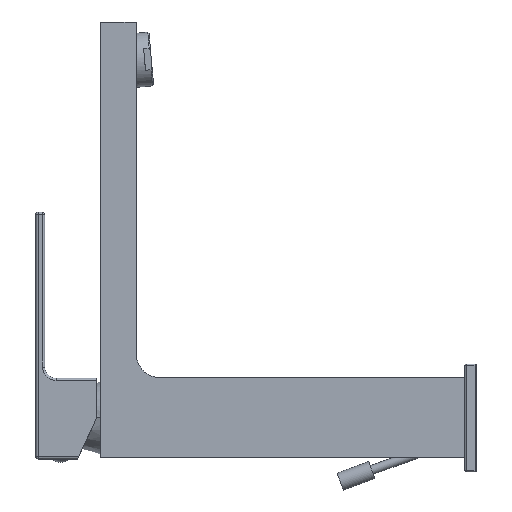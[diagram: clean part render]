
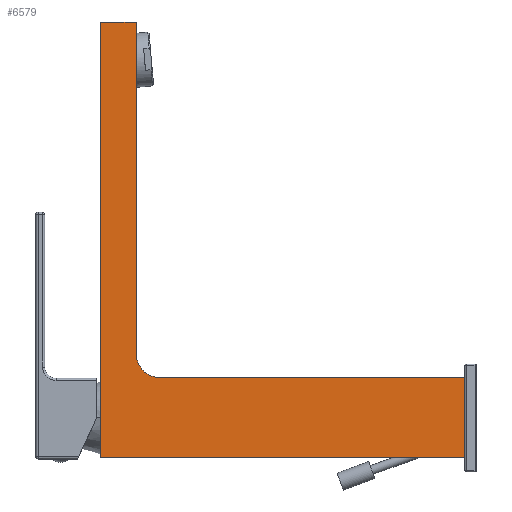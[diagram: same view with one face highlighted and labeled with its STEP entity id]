
A CAD part, left-side view. The second image highlights one B-rep face of the part: STEP entity #6579.
In plain terms, the highlighted planar face has unit normal (-1, 0, 0).
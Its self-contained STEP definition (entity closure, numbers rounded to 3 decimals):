
#657=DIRECTION('',(0.,0.,1.));
#658=VECTOR('',#657,35.5);
#659=CARTESIAN_POINT('',(-18.,1.5,-17.5));
#660=LINE('',#659,#658);
#661=DIRECTION('',(0.,1.,0.));
#662=VECTOR('',#661,162.5);
#663=CARTESIAN_POINT('',(-18.,1.5,-17.5));
#664=LINE('',#663,#662);
#665=DIRECTION('',(0.,-1.,0.));
#666=VECTOR('',#665,16.);
#667=CARTESIAN_POINT('',(-18.,164.,176.5));
#668=LINE('',#667,#666);
#669=DIRECTION('',(0.,0.,1.));
#670=VECTOR('',#669,148.);
#671=CARTESIAN_POINT('',(-18.,148.,28.5));
#672=LINE('',#671,#670);
#673=CARTESIAN_POINT('',(-18.,137.5,28.5));
#674=DIRECTION('',(1.,0.,0.));
#675=DIRECTION('',(0.,0.,-1.));
#676=AXIS2_PLACEMENT_3D('',#673,#674,#675);
#678=DIRECTION('',(0.,1.,0.));
#679=VECTOR('',#678,136.);
#680=CARTESIAN_POINT('',(-18.,1.5,18.));
#681=LINE('',#680,#679);
#2794=DIRECTION('',(0.,0.,1.));
#2795=VECTOR('',#2794,194.);
#2796=CARTESIAN_POINT('',(-18.,164.,-17.5));
#2797=LINE('',#2796,#2795);
#4872=CARTESIAN_POINT('',(-18.,164.,176.5));
#4874=VERTEX_POINT('',#4872);
#4876=CARTESIAN_POINT('',(-18.,164.,-17.5));
#4878=VERTEX_POINT('',#4876);
#4882=CARTESIAN_POINT('',(-18.,148.,176.5));
#4883=VERTEX_POINT('',#4882);
#4884=CARTESIAN_POINT('',(-18.,137.5,18.));
#4885=CARTESIAN_POINT('',(-18.,148.,28.5));
#4886=VERTEX_POINT('',#4884);
#4887=VERTEX_POINT('',#4885);
#5437=CARTESIAN_POINT('',(-18.,1.5,-17.5));
#5438=CARTESIAN_POINT('',(-18.,1.5,18.));
#5439=VERTEX_POINT('',#5437);
#5440=VERTEX_POINT('',#5438);
#6559=CARTESIAN_POINT('',(-18.,0.,-43.318));
#6560=DIRECTION('',(1.,0.,0.));
#6561=DIRECTION('',(0.,1.,0.));
#6562=AXIS2_PLACEMENT_3D('',#6559,#6560,#6561);
#6563=PLANE('',#6562);
#6565=ORIENTED_EDGE('',*,*,#6564,.F.);
#6567=ORIENTED_EDGE('',*,*,#6566,.T.);
#6569=ORIENTED_EDGE('',*,*,#6568,.T.);
#6571=ORIENTED_EDGE('',*,*,#6570,.T.);
#6572=ORIENTED_EDGE('',*,*,#6536,.F.);
#6574=ORIENTED_EDGE('',*,*,#6573,.F.);
#6576=ORIENTED_EDGE('',*,*,#6575,.F.);
#6577=EDGE_LOOP('',(#6565,#6567,#6569,#6571,#6572,#6574,#6576));
#6578=FACE_OUTER_BOUND('',#6577,.F.);
#6579=ADVANCED_FACE('',(#6578),#6563,.F.);
#677=CIRCLE('',#676,10.5);
#6536=EDGE_CURVE('',#4887,#4883,#672,.T.);
#6564=EDGE_CURVE('',#5439,#5440,#660,.T.);
#6566=EDGE_CURVE('',#5439,#4878,#664,.T.);
#6568=EDGE_CURVE('',#4878,#4874,#2797,.T.);
#6570=EDGE_CURVE('',#4874,#4883,#668,.T.);
#6573=EDGE_CURVE('',#4886,#4887,#677,.T.);
#6575=EDGE_CURVE('',#5440,#4886,#681,.T.);
